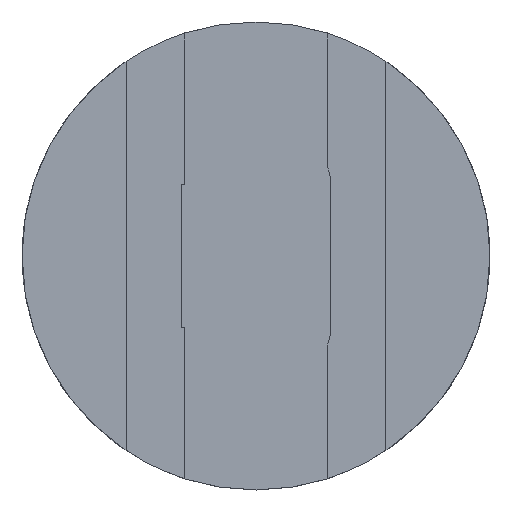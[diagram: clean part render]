
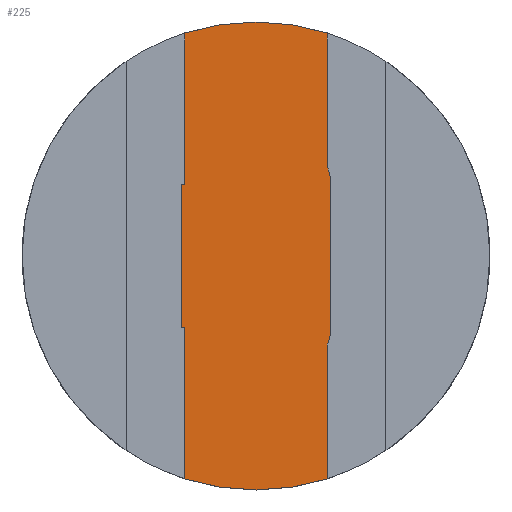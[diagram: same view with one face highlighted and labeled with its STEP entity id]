
A CAD part, top view. The second image highlights one B-rep face of the part: STEP entity #225.
In plain terms, the highlighted planar face has unit normal (0, 0, 1).
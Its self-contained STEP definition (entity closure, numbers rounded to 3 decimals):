
#15 = VECTOR ( 'NONE', #135, 1000. ) ;
#16 = LINE ( 'NONE', #851, #15 ) ;
#28 = EDGE_CURVE ( 'NONE', #781, #717, #16, .T. ) ;
#49 = DIRECTION ( 'NONE',  ( 0., 0., 1. ) ) ;
#54 = ORIENTED_EDGE ( 'NONE', *, *, #243, .F. ) ;
#62 = VECTOR ( 'NONE', #708, 1000. ) ;
#77 = CARTESIAN_POINT ( 'NONE',  ( 16.651, -5.076, 5.922 ) ) ;
#78 = CARTESIAN_POINT ( 'NONE',  ( -5.067, -15.86, 5.922 ) ) ;
#79 = LINE ( 'NONE', #1165, #62 ) ;
#93 = CARTESIAN_POINT ( 'NONE',  ( 16.651, 5.076, 5.922 ) ) ;
#112 = CARTESIAN_POINT ( 'NONE',  ( 5.067, 15.86, 5.922 ) ) ;
#125 = DIRECTION ( 'NONE',  ( 1., 0., 0. ) ) ;
#132 = VERTEX_POINT ( 'NONE', #969 ) ;
#134 = ORIENTED_EDGE ( 'NONE', *, *, #322, .T. ) ;
#135 = DIRECTION ( 'NONE',  ( 0., -1., 0. ) ) ;
#144 = ORIENTED_EDGE ( 'NONE', *, *, #385, .T. ) ;
#145 = ORIENTED_EDGE ( 'NONE', *, *, #28, .F. ) ;
#148 = ORIENTED_EDGE ( 'NONE', *, *, #1041, .T. ) ;
#164 = ORIENTED_EDGE ( 'NONE', *, *, #819, .T. ) ;
#166 = ORIENTED_EDGE ( 'NONE', *, *, #614, .T. ) ;
#180 = CARTESIAN_POINT ( 'NONE',  ( 5.067, -15.86, 5.922 ) ) ;
#182 = ORIENTED_EDGE ( 'NONE', *, *, #1169, .F. ) ;
#184 = EDGE_CURVE ( 'NONE', #682, #217, #997, .T. ) ;
#211 = CIRCLE ( 'NONE', #930, 3.175 ) ;
#217 = VERTEX_POINT ( 'NONE', #1133 ) ;
#222 = DIRECTION ( 'NONE',  ( 1., 0., 0. ) ) ;
#225 = ADVANCED_FACE ( 'NONE', ( #1177 ), #1197, .T. ) ;
#243 = EDGE_CURVE ( 'NONE', #813, #217, #1094, .T. ) ;
#245 = VECTOR ( 'NONE', #1212, 1000. ) ;
#250 = AXIS2_PLACEMENT_3D ( 'NONE', #1076, #990, #553 ) ;
#263 = LINE ( 'NONE', #651, #245 ) ;
#270 = CARTESIAN_POINT ( 'NONE',  ( 2.159, 5.076, 5.922 ) ) ;
#287 = DIRECTION ( 'NONE',  ( 0., 0., 1. ) ) ;
#289 = CARTESIAN_POINT ( 'NONE',  ( 5.067, -6.35, 5.922 ) ) ;
#304 = CARTESIAN_POINT ( 'NONE',  ( -5.067, 15.86, 5.922 ) ) ;
#310 = AXIS2_PLACEMENT_3D ( 'NONE', #805, #810, #822 ) ;
#315 = ORIENTED_EDGE ( 'NONE', *, *, #597, .T. ) ;
#320 = VERTEX_POINT ( 'NONE', #344 ) ;
#322 = EDGE_CURVE ( 'NONE', #931, #719, #889, .T. ) ;
#337 = AXIS2_PLACEMENT_3D ( 'NONE', #904, #821, #222 ) ;
#344 = CARTESIAN_POINT ( 'NONE',  ( 5.334, -5.076, 5.922 ) ) ;
#385 = EDGE_CURVE ( 'NONE', #781, #931, #864, .T. ) ;
#393 = VECTOR ( 'NONE', #434, 1000. ) ;
#395 = DIRECTION ( 'NONE',  ( 0., -1., 0. ) ) ;
#396 = LINE ( 'NONE', #538, #393 ) ;
#431 = DIRECTION ( 'NONE',  ( -1., 0., 0. ) ) ;
#434 = DIRECTION ( 'NONE',  ( 0., 1., 0. ) ) ;
#443 = DIRECTION ( 'NONE',  ( 1., 0., 0. ) ) ;
#522 = ORIENTED_EDGE ( 'NONE', *, *, #605, .T. ) ;
#523 = CARTESIAN_POINT ( 'NONE',  ( -5.067, -5.076, 5.922 ) ) ;
#533 = DIRECTION ( 'NONE',  ( -1., 0., 0. ) ) ;
#538 = CARTESIAN_POINT ( 'NONE',  ( 5.334, -5.076, 5.922 ) ) ;
#553 = DIRECTION ( 'NONE',  ( 1., 0., 0. ) ) ;
#588 = VECTOR ( 'NONE', #533, 1000. ) ;
#590 = CIRCLE ( 'NONE', #337, 3.175 ) ;
#592 = CIRCLE ( 'NONE', #250, 16.65 ) ;
#597 = EDGE_CURVE ( 'NONE', #658, #646, #592, .T. ) ;
#605 = EDGE_CURVE ( 'NONE', #719, #682, #623, .T. ) ;
#614 = EDGE_CURVE ( 'NONE', #865, #320, #590, .T. ) ;
#623 = LINE ( 'NONE', #93, #588 ) ;
#646 = VERTEX_POINT ( 'NONE', #180 ) ;
#651 = CARTESIAN_POINT ( 'NONE',  ( -5.067, 15.86, 5.922 ) ) ;
#658 = VERTEX_POINT ( 'NONE', #78 ) ;
#682 = VERTEX_POINT ( 'NONE', #1152 ) ;
#708 = DIRECTION ( 'NONE',  ( 0., -1., 0. ) ) ;
#717 = VERTEX_POINT ( 'NONE', #938 ) ;
#719 = VERTEX_POINT ( 'NONE', #1031 ) ;
#781 = VERTEX_POINT ( 'NONE', #112 ) ;
#805 = CARTESIAN_POINT ( 'NONE',  ( 0., 0., 5.922 ) ) ;
#810 = DIRECTION ( 'NONE',  ( 0., 0., 1. ) ) ;
#813 = VERTEX_POINT ( 'NONE', #523 ) ;
#819 = EDGE_CURVE ( 'NONE', #320, #132, #396, .T. ) ;
#821 = DIRECTION ( 'NONE',  ( 0., 0., 1. ) ) ;
#822 = DIRECTION ( 'NONE',  ( 1., 0., 0. ) ) ;
#851 = CARTESIAN_POINT ( 'NONE',  ( 5.067, -15.86, 5.922 ) ) ;
#864 = CIRCLE ( 'NONE', #310, 16.65 ) ;
#865 = VERTEX_POINT ( 'NONE', #289 ) ;
#889 = LINE ( 'NONE', #304, #981 ) ;
#904 = CARTESIAN_POINT ( 'NONE',  ( 2.159, -5.076, 5.922 ) ) ;
#928 = VECTOR ( 'NONE', #1186, 1000. ) ;
#930 = AXIS2_PLACEMENT_3D ( 'NONE', #270, #287, #443 ) ;
#931 = VERTEX_POINT ( 'NONE', #1217 ) ;
#938 = CARTESIAN_POINT ( 'NONE',  ( 5.067, 6.35, 5.922 ) ) ;
#969 = CARTESIAN_POINT ( 'NONE',  ( 5.334, 5.076, 5.922 ) ) ;
#979 = EDGE_CURVE ( 'NONE', #813, #658, #263, .T. ) ;
#981 = VECTOR ( 'NONE', #395, 1000. ) ;
#990 = DIRECTION ( 'NONE',  ( 0., 0., 1. ) ) ;
#992 = ORIENTED_EDGE ( 'NONE', *, *, #184, .T. ) ;
#997 = LINE ( 'NONE', #1172, #928 ) ;
#1031 = CARTESIAN_POINT ( 'NONE',  ( -5.067, 5.076, 5.922 ) ) ;
#1032 = ORIENTED_EDGE ( 'NONE', *, *, #979, .T. ) ;
#1037 = AXIS2_PLACEMENT_3D ( 'NONE', #1218, #49, #125 ) ;
#1041 = EDGE_CURVE ( 'NONE', #132, #717, #211, .T. ) ;
#1076 = CARTESIAN_POINT ( 'NONE',  ( 0., 0., 5.922 ) ) ;
#1094 = LINE ( 'NONE', #77, #1104 ) ;
#1101 = EDGE_LOOP ( 'NONE', ( #315, #182, #166, #164, #148, #145, #144, #134, #522, #992, #54, #1032 ) ) ;
#1104 = VECTOR ( 'NONE', #431, 1000. ) ;
#1133 = CARTESIAN_POINT ( 'NONE',  ( -5.334, -5.076, 5.922 ) ) ;
#1152 = CARTESIAN_POINT ( 'NONE',  ( -5.334, 5.076, 5.922 ) ) ;
#1165 = CARTESIAN_POINT ( 'NONE',  ( 5.067, -15.86, 5.922 ) ) ;
#1169 = EDGE_CURVE ( 'NONE', #865, #646, #79, .T. ) ;
#1172 = CARTESIAN_POINT ( 'NONE',  ( -5.334, 5.076, 5.922 ) ) ;
#1177 = FACE_OUTER_BOUND ( 'NONE', #1101, .T. ) ;
#1186 = DIRECTION ( 'NONE',  ( 0., -1., 0. ) ) ;
#1197 = PLANE ( 'NONE',  #1037 ) ;
#1212 = DIRECTION ( 'NONE',  ( 0., -1., 0. ) ) ;
#1217 = CARTESIAN_POINT ( 'NONE',  ( -5.067, 15.86, 5.922 ) ) ;
#1218 = CARTESIAN_POINT ( 'NONE',  ( 0., 0., 5.922 ) ) ;
